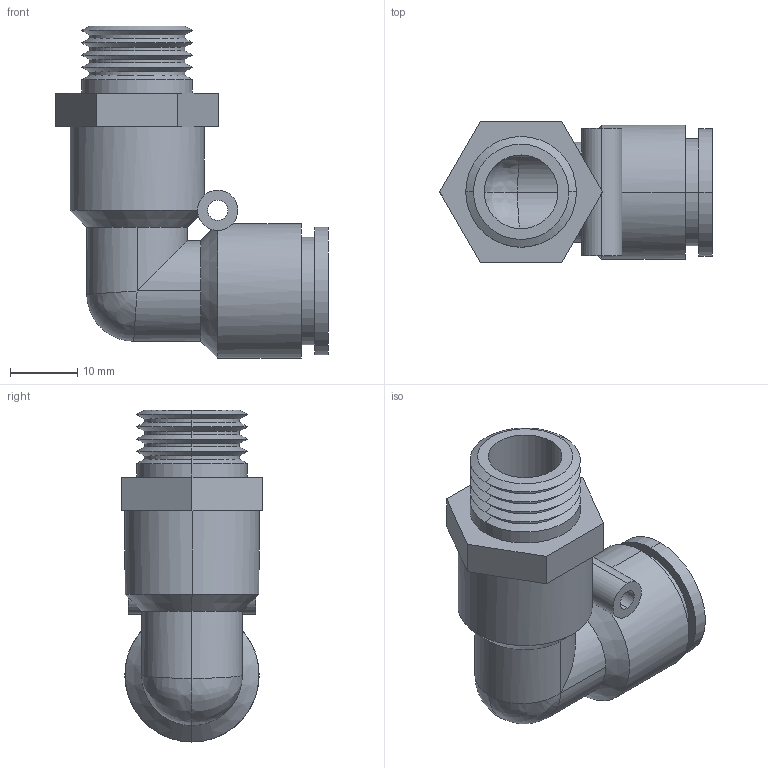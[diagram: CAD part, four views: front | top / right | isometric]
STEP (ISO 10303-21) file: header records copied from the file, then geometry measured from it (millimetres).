
FILE_DESCRIPTION (( 'STEP AP214' ), '1' );
FILE_NAME ('12mm x G3-8 Corner.STEP', '2020-09-19T06:08:45', ( '' ), ( '' ), 'SwSTEP 2.0', 'SolidWorks 2020', '' );
FILE_SCHEMA (( 'AUTOMOTIVE_DESIGN' ));
Length unit declared in the file: millimetre
Products named in the file (1): 12mm x G3-8  Corner
Bounding box: 40.62 x 21 x 49.5 mm (x, y, z)
Volume: 9976.8 mm3; surface area: 7842.5 mm2
Topology: 1 solids, 1 shells, 77 faces, 175 edges, 100 vertices
Faces by surface type: cylinder 36, cone 22, plane 15, bspline 4
Entity records: 3019 total; most frequent: CARTESIAN_POINT 743, DIRECTION 369, ORIENTED_EDGE 342, EDGE_CURVE 171, AXIS2_PLACEMENT_3D 146, VERTEX_POINT 100, EDGE_LOOP 87, LINE 77
